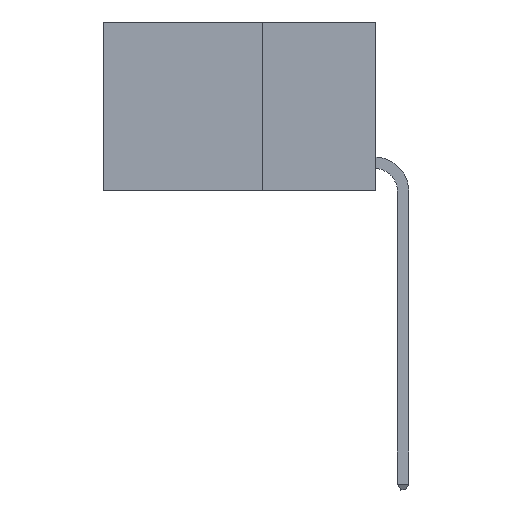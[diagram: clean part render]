
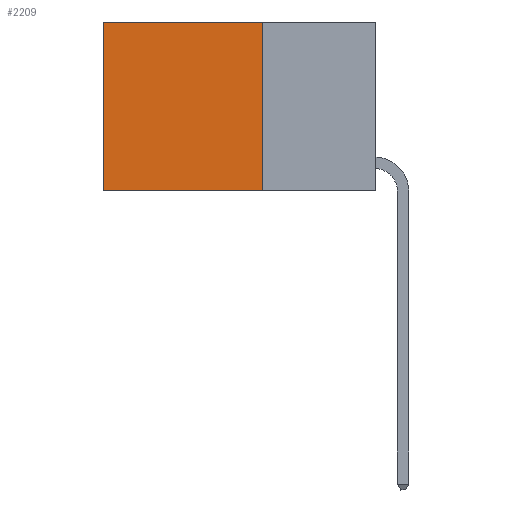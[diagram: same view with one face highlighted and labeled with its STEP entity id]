
A CAD part, left-side view. The second image highlights one B-rep face of the part: STEP entity #2209.
In plain terms, the highlighted planar face has unit normal (-1, 0, 0).
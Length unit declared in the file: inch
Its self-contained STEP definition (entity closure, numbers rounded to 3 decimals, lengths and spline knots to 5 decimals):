
#1041 = EDGE_CURVE ( 'NONE', #14119, #19062, #2289, .T. ) ;
#1105 = VECTOR ( 'NONE', #15247, 39.37008 ) ;
#1341 = CARTESIAN_POINT ( 'NONE',  ( 0.2625, 0.25, 0. ) ) ;
#1564 = CARTESIAN_POINT ( 'NONE',  ( 0.2625, 0.6, -0.37 ) ) ;
#1699 = VERTEX_POINT ( 'NONE', #1341 ) ;
#2209 = ADVANCED_FACE ( 'NONE', ( #6383 ), #3073, .F. ) ;
#2289 = LINE ( 'NONE', #12057, #11920 ) ;
#2833 = AXIS2_PLACEMENT_3D ( 'NONE', #12855, #4729, #4515 ) ;
#3073 = PLANE ( 'NONE',  #2833 ) ;
#3967 = EDGE_LOOP ( 'NONE', ( #14785, #8846, #13776, #21149 ) ) ;
#4515 = DIRECTION ( 'NONE',  ( 0., 0., -1. ) ) ;
#4547 = VECTOR ( 'NONE', #6395, 39.37008 ) ;
#4729 = DIRECTION ( 'NONE',  ( 1., 0., 0. ) ) ;
#4960 = CARTESIAN_POINT ( 'NONE',  ( 0.2625, 0.25, -0.37 ) ) ;
#6383 = FACE_OUTER_BOUND ( 'NONE', #3967, .T. ) ;
#6395 = DIRECTION ( 'NONE',  ( 0., 1., 0. ) ) ;
#7019 = CARTESIAN_POINT ( 'NONE',  ( 0.2625, 0.25, 0. ) ) ;
#8034 = LINE ( 'NONE', #13278, #4547 ) ;
#8846 = ORIENTED_EDGE ( 'NONE', *, *, #11111, .F. ) ;
#8893 = LINE ( 'NONE', #7019, #1105 ) ;
#9858 = CARTESIAN_POINT ( 'NONE',  ( 0.2625, 0.25, 0. ) ) ;
#11039 = CARTESIAN_POINT ( 'NONE',  ( 0.2625, 0.6, 0. ) ) ;
#11111 = EDGE_CURVE ( 'NONE', #12860, #19062, #8034, .T. ) ;
#11607 = LINE ( 'NONE', #9858, #14871 ) ;
#11920 = VECTOR ( 'NONE', #15787, 39.37008 ) ;
#12057 = CARTESIAN_POINT ( 'NONE',  ( 0.2625, 0.6, 0. ) ) ;
#12855 = CARTESIAN_POINT ( 'NONE',  ( 0.2625, 0.25, 0. ) ) ;
#12860 = VERTEX_POINT ( 'NONE', #4960 ) ;
#13278 = CARTESIAN_POINT ( 'NONE',  ( 0.2625, 0.25, -0.37 ) ) ;
#13776 = ORIENTED_EDGE ( 'NONE', *, *, #18149, .F. ) ;
#14119 = VERTEX_POINT ( 'NONE', #11039 ) ;
#14690 = EDGE_CURVE ( 'NONE', #1699, #14119, #8893, .T. ) ;
#14785 = ORIENTED_EDGE ( 'NONE', *, *, #1041, .T. ) ;
#14871 = VECTOR ( 'NONE', #16881, 39.37008 ) ;
#15247 = DIRECTION ( 'NONE',  ( 0., 1., 0. ) ) ;
#15787 = DIRECTION ( 'NONE',  ( 0., 0., -1. ) ) ;
#16881 = DIRECTION ( 'NONE',  ( 0., 0., -1. ) ) ;
#18149 = EDGE_CURVE ( 'NONE', #1699, #12860, #11607, .T. ) ;
#19062 = VERTEX_POINT ( 'NONE', #1564 ) ;
#21149 = ORIENTED_EDGE ( 'NONE', *, *, #14690, .T. ) ;
